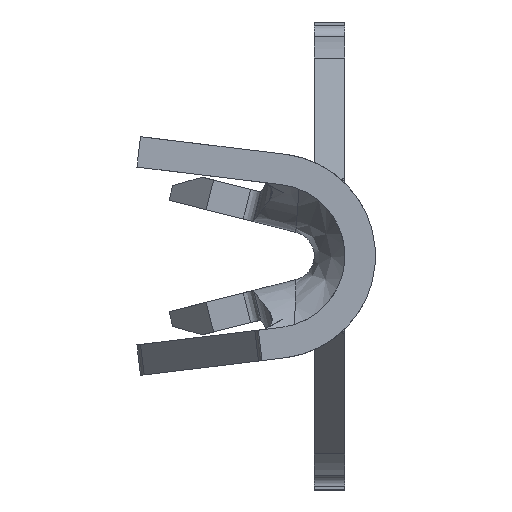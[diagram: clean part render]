
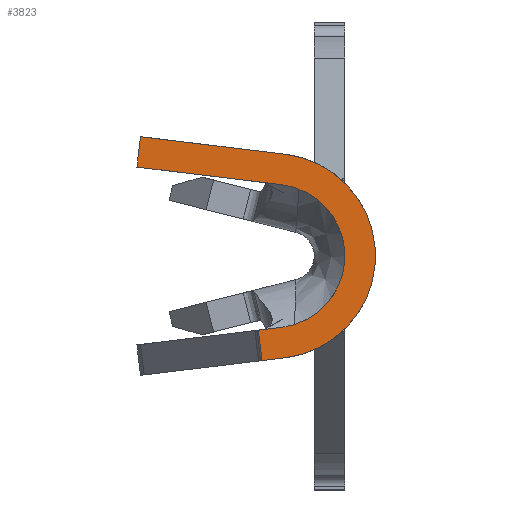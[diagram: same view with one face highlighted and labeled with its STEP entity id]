
A CAD part, left-side view. The second image highlights one B-rep face of the part: STEP entity #3823.
In plain terms, the highlighted planar face has unit normal (-1, 0, 0).
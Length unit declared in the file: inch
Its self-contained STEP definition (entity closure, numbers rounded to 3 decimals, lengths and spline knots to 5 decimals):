
#41 = CARTESIAN_POINT ( 'NONE',  ( -0.54, 0.136, 0.05815 ) ) ;
#69 = DIRECTION ( 'NONE',  ( 0., 0.993, -0.12 ) ) ;
#82 = ORIENTED_EDGE ( 'NONE', *, *, #3353, .F. ) ;
#230 = VECTOR ( 'NONE', #796, 39.37008 ) ;
#232 = AXIS2_PLACEMENT_3D ( 'NONE', #4473, #1898, #4927 ) ;
#287 = DIRECTION ( 'NONE',  ( 0., -0.993, -0.12 ) ) ;
#346 = LINE ( 'NONE', #2587, #3558 ) ;
#382 = CARTESIAN_POINT ( 'NONE',  ( -0.54, 0.03893, -0.06651 ) ) ;
#450 = CARTESIAN_POINT ( 'NONE',  ( -0.54, 0.04134, 0.04666 ) ) ;
#469 = FACE_OUTER_BOUND ( 'NONE', #4689, .T. ) ;
#481 = LINE ( 'NONE', #1316, #5013 ) ;
#651 = CIRCLE ( 'NONE', #232, 0.067 ) ;
#796 = DIRECTION ( 'NONE',  ( 0., 0.993, 0.12 ) ) ;
#912 = DIRECTION ( 'NONE',  ( 0., -0.12, -0.993 ) ) ;
#947 = CARTESIAN_POINT ( 'NONE',  ( -0.54, 0.136, 0.05815 ) ) ;
#1182 = VECTOR ( 'NONE', #4306, 39.37008 ) ;
#1269 = EDGE_CURVE ( 'NONE', #3857, #4397, #1451, .T. ) ;
#1313 = LINE ( 'NONE', #947, #2154 ) ;
#1316 = CARTESIAN_POINT ( 'NONE',  ( -0.54, 0.03893, -0.06651 ) ) ;
#1373 = DIRECTION ( 'NONE',  ( 0., -0.12, 0.993 ) ) ;
#1451 = LINE ( 'NONE', #5537, #230 ) ;
#1471 = VERTEX_POINT ( 'NONE', #1794 ) ;
#1497 = CARTESIAN_POINT ( 'NONE',  ( -0.54, 0.047, 0. ) ) ;
#1666 = DIRECTION ( 'NONE',  ( 1., 0., 0. ) ) ;
#1739 = AXIS2_PLACEMENT_3D ( 'NONE', #4209, #1666, #4654 ) ;
#1754 = CARTESIAN_POINT ( 'NONE',  ( -0.54, 0.04134, -0.04666 ) ) ;
#1794 = CARTESIAN_POINT ( 'NONE',  ( -0.54, 0.03893, 0.06651 ) ) ;
#1833 = ORIENTED_EDGE ( 'NONE', *, *, #2460, .F. ) ;
#1894 = DIRECTION ( 'NONE',  ( 0., 0., -1. ) ) ;
#1898 = DIRECTION ( 'NONE',  ( 1., 0., 0. ) ) ;
#1914 = CARTESIAN_POINT ( 'NONE',  ( -0.54, 0.03893, 0.06651 ) ) ;
#1967 = ORIENTED_EDGE ( 'NONE', *, *, #1269, .F. ) ;
#2055 = ORIENTED_EDGE ( 'NONE', *, *, #3006, .F. ) ;
#2154 = VECTOR ( 'NONE', #1373, 39.37008 ) ;
#2234 = CARTESIAN_POINT ( 'NONE',  ( -0.54, 0.04134, -0.04666 ) ) ;
#2245 = VERTEX_POINT ( 'NONE', #2712 ) ;
#2280 = LINE ( 'NONE', #1754, #1182 ) ;
#2460 = EDGE_CURVE ( 'NONE', #1471, #2644, #651, .T. ) ;
#2488 = PLANE ( 'NONE',  #1739 ) ;
#2587 = CARTESIAN_POINT ( 'NONE',  ( -0.54, 0.05658, -0.04851 ) ) ;
#2626 = LINE ( 'NONE', #1914, #4789 ) ;
#2633 = AXIS2_PLACEMENT_3D ( 'NONE', #1497, #4467, #1894 ) ;
#2644 = VERTEX_POINT ( 'NONE', #382 ) ;
#2712 = CARTESIAN_POINT ( 'NONE',  ( -0.54, 0.13359, 0.078 ) ) ;
#2736 = EDGE_CURVE ( 'NONE', #2644, #4634, #481, .T. ) ;
#2926 = ORIENTED_EDGE ( 'NONE', *, *, #3378, .F. ) ;
#2968 = EDGE_CURVE ( 'NONE', #3919, #3857, #5224, .T. ) ;
#3006 = EDGE_CURVE ( 'NONE', #2245, #1471, #2626, .T. ) ;
#3298 = EDGE_CURVE ( 'NONE', #3944, #4634, #346, .T. ) ;
#3353 = EDGE_CURVE ( 'NONE', #3944, #3919, #2280, .T. ) ;
#3378 = EDGE_CURVE ( 'NONE', #4397, #2245, #1313, .T. ) ;
#3558 = VECTOR ( 'NONE', #912, 39.37008 ) ;
#3636 = CARTESIAN_POINT ( 'NONE',  ( -0.54, 0.05417, -0.06836 ) ) ;
#3823 = ADVANCED_FACE ( 'NONE', ( #469 ), #2488, .F. ) ;
#3857 = VERTEX_POINT ( 'NONE', #450 ) ;
#3911 = ORIENTED_EDGE ( 'NONE', *, *, #3298, .T. ) ;
#3919 = VERTEX_POINT ( 'NONE', #2234 ) ;
#3944 = VERTEX_POINT ( 'NONE', #4845 ) ;
#4204 = ORIENTED_EDGE ( 'NONE', *, *, #2968, .F. ) ;
#4209 = CARTESIAN_POINT ( 'NONE',  ( -0.54, 0.047, 0. ) ) ;
#4306 = DIRECTION ( 'NONE',  ( 0., -0.993, 0.12 ) ) ;
#4397 = VERTEX_POINT ( 'NONE', #41 ) ;
#4467 = DIRECTION ( 'NONE',  ( -1., 0., 0. ) ) ;
#4473 = CARTESIAN_POINT ( 'NONE',  ( -0.54, 0.047, 0. ) ) ;
#4535 = ORIENTED_EDGE ( 'NONE', *, *, #2736, .F. ) ;
#4634 = VERTEX_POINT ( 'NONE', #3636 ) ;
#4654 = DIRECTION ( 'NONE',  ( 0., 0., -1. ) ) ;
#4689 = EDGE_LOOP ( 'NONE', ( #82, #3911, #4535, #1833, #2055, #2926, #1967, #4204 ) ) ;
#4789 = VECTOR ( 'NONE', #287, 39.37008 ) ;
#4845 = CARTESIAN_POINT ( 'NONE',  ( -0.54, 0.05658, -0.04851 ) ) ;
#4927 = DIRECTION ( 'NONE',  ( 0., 0., -1. ) ) ;
#5013 = VECTOR ( 'NONE', #69, 39.37008 ) ;
#5224 = CIRCLE ( 'NONE', #2633, 0.047 ) ;
#5537 = CARTESIAN_POINT ( 'NONE',  ( -0.54, 0.04134, 0.04666 ) ) ;
